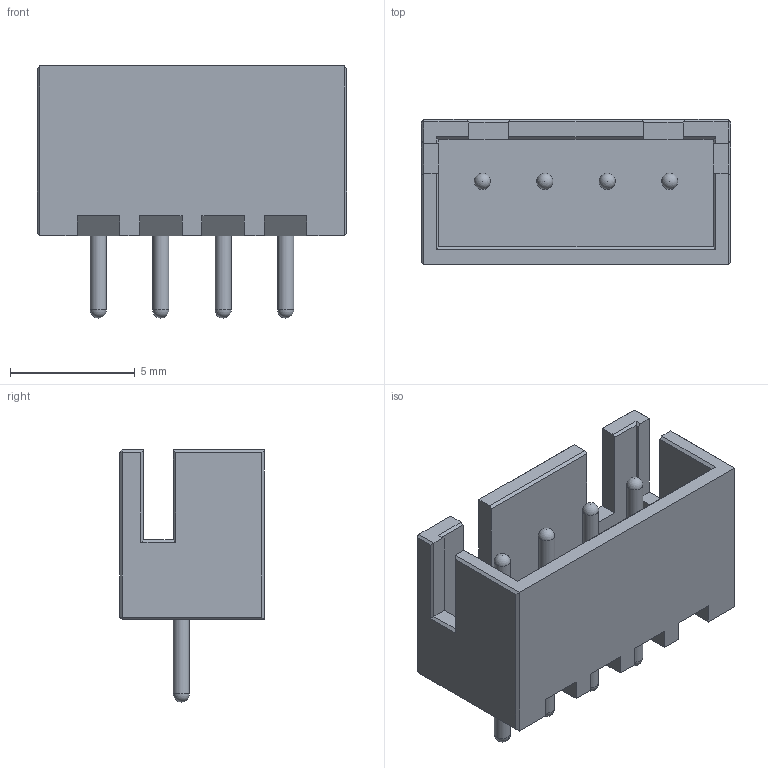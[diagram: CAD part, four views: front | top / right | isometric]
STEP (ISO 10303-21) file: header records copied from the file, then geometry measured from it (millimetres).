
FILE_DESCRIPTION(/* description */ (''),/* implementation_level */ '2;1');
FILE_NAME(/* name */ 'XH 4 vertical v1.step',/* time_stamp */ '2021-02-17T00:31:41+03:00',/* author */ (''),/* organization */ (''),/* preprocessor_version */ 'ST-DEVELOPER v18.1',/* originating_system */ 'Autodesk Translation Framework v9.7.1.1290',/* authorisation */ '');
FILE_SCHEMA (('AUTOMOTIVE_DESIGN { 1 0 10303 214 3 1 1 }'));
Length unit declared in the file: millimetre
Products named in the file (1): XH 4 vertical
Bounding box: 12.4 x 5.8 x 10.1 mm (x, y, z)
Volume: 239 mm3; surface area: 605.7 mm2
Topology: 5 solids, 5 shells, 120 faces, 302 edges, 184 vertices
Faces by surface type: plane 104, cylinder 8, sphere 8
Full cylindrical faces by diameter (mm): 0.65 x8
Entity records: 3493 total; most frequent: CARTESIAN_POINT 599, ORIENTED_EDGE 588, DIRECTION 560, EDGE_CURVE 294, LINE 270, VECTOR 270, VERTEX_POINT 184, AXIS2_PLACEMENT_3D 145
